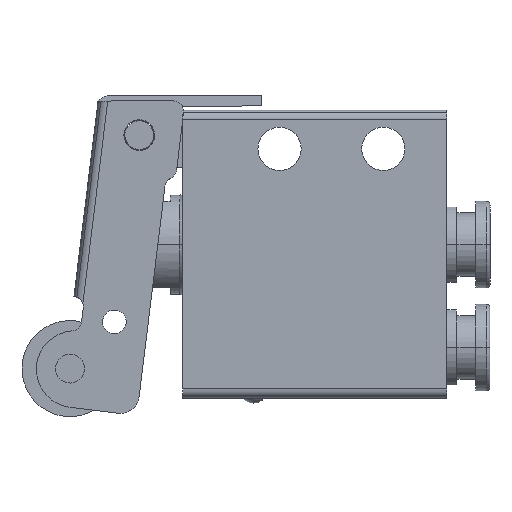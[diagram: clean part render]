
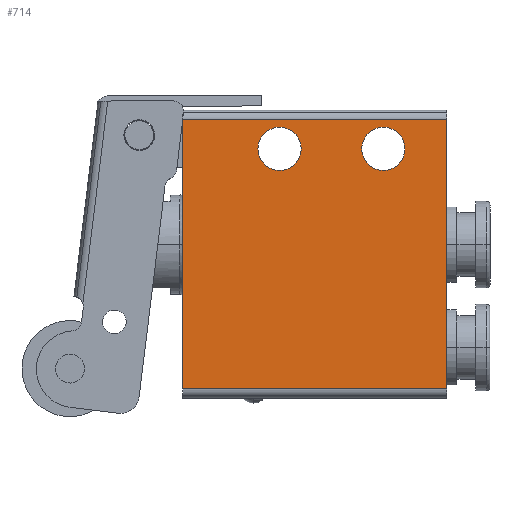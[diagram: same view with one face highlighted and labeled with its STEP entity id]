
A CAD part, left-side view. The second image highlights one B-rep face of the part: STEP entity #714.
In plain terms, the highlighted planar face has unit normal (-1, 0, 0).
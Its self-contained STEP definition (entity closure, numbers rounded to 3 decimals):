
#194=CARTESIAN_POINT('',(-7.5,3.65,8.727));
#195=VERTEX_POINT('',#194);
#204=CARTESIAN_POINT('',(-7.5,3.65,13.227));
#205=VERTEX_POINT('',#204);
#206=CARTESIAN_POINT('',(-7.5,3.65,10.977));
#207=DIRECTION('',(1.0,0.0,0.0));
#208=DIRECTION('',(0.0,0.0,-1.0));
#209=AXIS2_PLACEMENT_3D('',#206,#207,#208);
#210=CIRCLE('',#209,2.25);
#211=EDGE_CURVE('',#205,#195,#210,.T.);
#236=CARTESIAN_POINT('',(-7.5,-7.15,8.727));
#237=VERTEX_POINT('',#236);
#246=CARTESIAN_POINT('',(-7.5,-7.15,13.227));
#247=VERTEX_POINT('',#246);
#248=CARTESIAN_POINT('',(-7.5,-7.15,10.977));
#249=DIRECTION('',(1.0,0.0,0.0));
#250=DIRECTION('',(0.0,0.0,-1.0));
#251=AXIS2_PLACEMENT_3D('',#248,#249,#250);
#252=CIRCLE('',#251,2.25);
#253=EDGE_CURVE('',#247,#237,#252,.T.);
#637=CARTESIAN_POINT('',(-7.5,13.75,14.));
#638=VERTEX_POINT('',#637);
#646=CARTESIAN_POINT('',(-7.5,-13.75,14.));
#647=VERTEX_POINT('',#646);
#648=CARTESIAN_POINT('',(-7.5,13.75,14.));
#649=DIRECTION('',(0.0,-1.0,0.0));
#650=VECTOR('',#649,27.5);
#651=LINE('',#648,#650);
#652=EDGE_CURVE('',#638,#647,#651,.T.);
#664=CARTESIAN_POINT('',(-7.5,-13.75,-15.0));
#665=DIRECTION('',(-1.0,0.0,0.0));
#666=DIRECTION('',(0.0,0.0,1.0));
#667=AXIS2_PLACEMENT_3D('',#664,#665,#666);
#668=PLANE('',#667);
#669=ORIENTED_EDGE('',*,*,#652,.F.);
#670=CARTESIAN_POINT('',(-7.5,13.75,-14.));
#671=VERTEX_POINT('',#670);
#672=CARTESIAN_POINT('',(-7.5,13.75,-14.));
#673=DIRECTION('',(0.0,0.0,1.0));
#674=VECTOR('',#673,28.0);
#675=LINE('',#672,#674);
#676=EDGE_CURVE('',#671,#638,#675,.T.);
#677=ORIENTED_EDGE('',*,*,#676,.F.);
#678=CARTESIAN_POINT('',(-7.5,-13.75,-14.));
#679=VERTEX_POINT('',#678);
#680=CARTESIAN_POINT('',(-7.5,-13.75,-14.));
#681=DIRECTION('',(0.0,1.0,0.0));
#682=VECTOR('',#681,27.5);
#683=LINE('',#680,#682);
#684=EDGE_CURVE('',#679,#671,#683,.T.);
#685=ORIENTED_EDGE('',*,*,#684,.F.);
#686=CARTESIAN_POINT('',(-7.5,-13.75,-14.));
#687=DIRECTION('',(0.0,0.0,1.0));
#688=VECTOR('',#687,28.0);
#689=LINE('',#686,#688);
#690=EDGE_CURVE('',#679,#647,#689,.T.);
#691=ORIENTED_EDGE('',*,*,#690,.T.);
#692=EDGE_LOOP('',(#669,#677,#685,#691));
#693=FACE_OUTER_BOUND('',#692,.T.);
#694=ORIENTED_EDGE('',*,*,#253,.T.);
#695=CARTESIAN_POINT('',(-7.5,-7.15,10.977));
#696=DIRECTION('',(1.0,0.0,0.0));
#697=DIRECTION('',(0.0,0.0,-1.0));
#698=AXIS2_PLACEMENT_3D('',#695,#696,#697);
#699=CIRCLE('',#698,2.25);
#700=EDGE_CURVE('',#237,#247,#699,.T.);
#701=ORIENTED_EDGE('',*,*,#700,.T.);
#702=EDGE_LOOP('',(#694,#701));
#703=FACE_BOUND('',#702,.T.);
#704=ORIENTED_EDGE('',*,*,#211,.T.);
#705=CARTESIAN_POINT('',(-7.5,3.65,10.977));
#706=DIRECTION('',(1.0,0.0,0.0));
#707=DIRECTION('',(0.0,0.0,-1.0));
#708=AXIS2_PLACEMENT_3D('',#705,#706,#707);
#709=CIRCLE('',#708,2.25);
#710=EDGE_CURVE('',#195,#205,#709,.T.);
#711=ORIENTED_EDGE('',*,*,#710,.T.);
#712=EDGE_LOOP('',(#704,#711));
#713=FACE_BOUND('',#712,.T.);
#714=ADVANCED_FACE('',(#693,#703,#713),#668,.T.);
